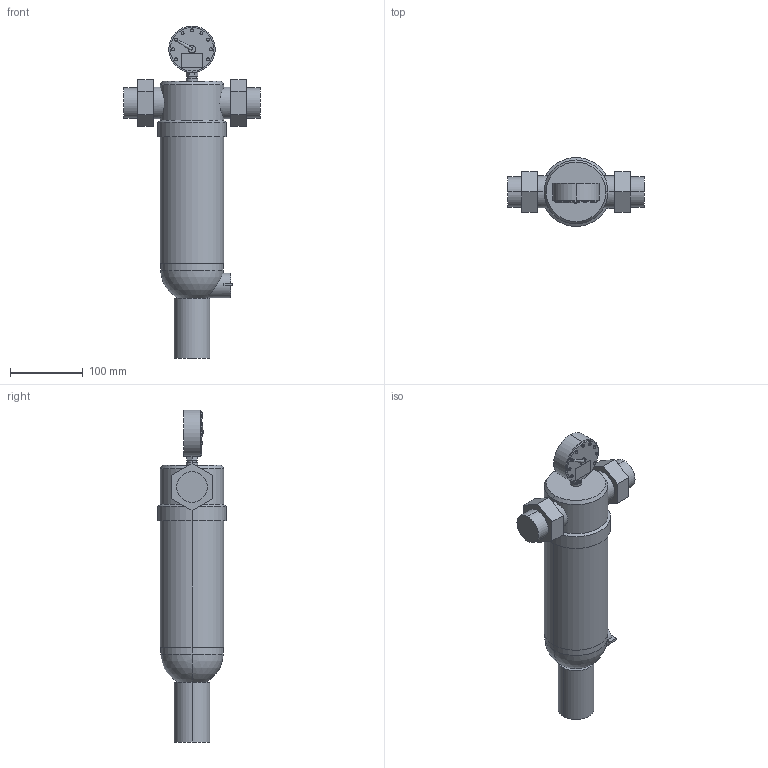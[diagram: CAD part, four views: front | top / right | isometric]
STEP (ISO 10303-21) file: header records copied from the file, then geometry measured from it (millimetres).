
FILE_DESCRIPTION(('no description'),'unknown implementation level');
FILE_NAME('VDI3805_F76S-11_4AA_3D.stp',' ',('pit-cup GmbH'),('ccLab - KiM Gmbh - www.kimweb.de'),'unknown preprocess','ACIS','unknown authorization');
FILE_SCHEMA(('automotive_design'));
Length unit declared in the file: millimetre
Products named in the file (2): 1; 2
Bounding box: 188 x 95 x 457 mm (x, y, z)
Volume: 2219996.8 mm3; surface area: 141773.5 mm2
Topology: 2 solids, 2 shells, 119 faces, 268 edges, 175 vertices
Faces by surface type: plane 61, cylinder 49, cone 7, sphere 2
Entity records: 6812 total; most frequent: CARTESIAN_POINT 858, DIRECTION 602, STYLED_ITEM 564, PRESENTATION_STYLE_ASSIGNMENT 564, COLOUR_RGB 564, ORIENTED_EDGE 536, EDGE_CURVE 268, CURVE_STYLE 268
